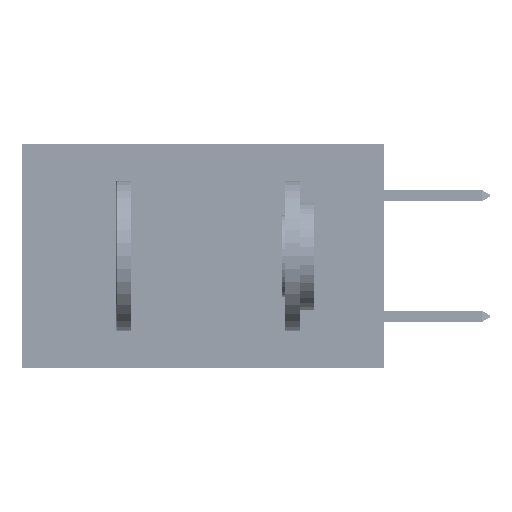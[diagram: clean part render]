
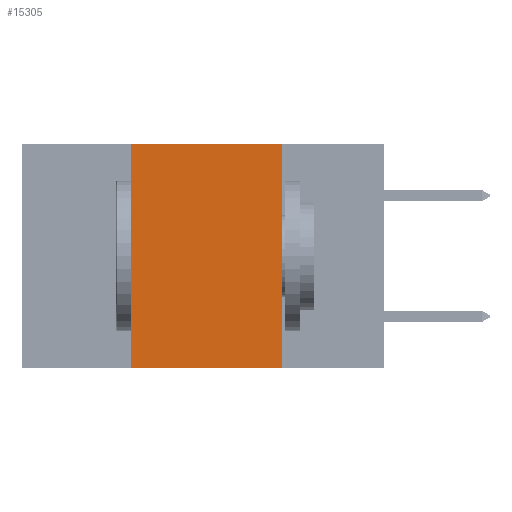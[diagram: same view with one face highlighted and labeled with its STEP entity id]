
A CAD part, left-side view. The second image highlights one B-rep face of the part: STEP entity #15305.
In plain terms, the highlighted planar face has unit normal (-1, 0, 0).
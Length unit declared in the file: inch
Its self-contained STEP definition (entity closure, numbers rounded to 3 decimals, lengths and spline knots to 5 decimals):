
#4649 = VECTOR ( 'NONE', #36509, 39.37008 ) ;
#4701 = EDGE_CURVE ( 'NONE', #43771, #23491, #25372, .T. ) ;
#5109 = FACE_OUTER_BOUND ( 'NONE', #18583, .T. ) ;
#6976 = EDGE_CURVE ( 'NONE', #23491, #25907, #29182, .T. ) ;
#7278 = CARTESIAN_POINT ( 'NONE',  ( 0., 0.42, -0.37 ) ) ;
#7849 = CARTESIAN_POINT ( 'NONE',  ( 0., 0.17, 0. ) ) ;
#9539 = VERTEX_POINT ( 'NONE', #7278 ) ;
#9741 = DIRECTION ( 'NONE',  ( 0., 0., -1. ) ) ;
#13561 = DIRECTION ( 'NONE',  ( 0., 0., -1. ) ) ;
#14508 = CARTESIAN_POINT ( 'NONE',  ( 0., 0.6, -0.37 ) ) ;
#14627 = ORIENTED_EDGE ( 'NONE', *, *, #6976, .F. ) ;
#15305 = ADVANCED_FACE ( 'NONE', ( #5109 ), #30883, .F. ) ;
#15593 = VECTOR ( 'NONE', #36043, 39.37008 ) ;
#18583 = EDGE_LOOP ( 'NONE', ( #14627, #37738, #18758, #28968 ) ) ;
#18758 = ORIENTED_EDGE ( 'NONE', *, *, #34184, .F. ) ;
#19839 = CARTESIAN_POINT ( 'NONE',  ( 0., 0.6, 0. ) ) ;
#22601 = CARTESIAN_POINT ( 'NONE',  ( 0., 0.42, 0. ) ) ;
#23491 = VERTEX_POINT ( 'NONE', #7849 ) ;
#25264 = CARTESIAN_POINT ( 'NONE',  ( 0., 0.17, -0.37 ) ) ;
#25372 = LINE ( 'NONE', #19839, #15593 ) ;
#25907 = VERTEX_POINT ( 'NONE', #25264 ) ;
#27353 = AXIS2_PLACEMENT_3D ( 'NONE', #41149, #35229, #13561 ) ;
#27886 = CARTESIAN_POINT ( 'NONE',  ( 0., 0.17, 0. ) ) ;
#28968 = ORIENTED_EDGE ( 'NONE', *, *, #32685, .T. ) ;
#29182 = LINE ( 'NONE', #27886, #45730 ) ;
#30883 = PLANE ( 'NONE',  #27353 ) ;
#32685 = EDGE_CURVE ( 'NONE', #9539, #25907, #40250, .T. ) ;
#34184 = EDGE_CURVE ( 'NONE', #9539, #43771, #46346, .T. ) ;
#34692 = DIRECTION ( 'NONE',  ( 0., 0., 1. ) ) ;
#35229 = DIRECTION ( 'NONE',  ( 1., 0., 0. ) ) ;
#36043 = DIRECTION ( 'NONE',  ( 0., -1., 0. ) ) ;
#36509 = DIRECTION ( 'NONE',  ( 0., -1., 0. ) ) ;
#37223 = VECTOR ( 'NONE', #34692, 39.37008 ) ;
#37463 = CARTESIAN_POINT ( 'NONE',  ( 0., 0.42, 0. ) ) ;
#37738 = ORIENTED_EDGE ( 'NONE', *, *, #4701, .F. ) ;
#40250 = LINE ( 'NONE', #14508, #4649 ) ;
#41149 = CARTESIAN_POINT ( 'NONE',  ( 0., 0.6, 0. ) ) ;
#43771 = VERTEX_POINT ( 'NONE', #22601 ) ;
#45730 = VECTOR ( 'NONE', #9741, 39.37008 ) ;
#46346 = LINE ( 'NONE', #37463, #37223 ) ;
